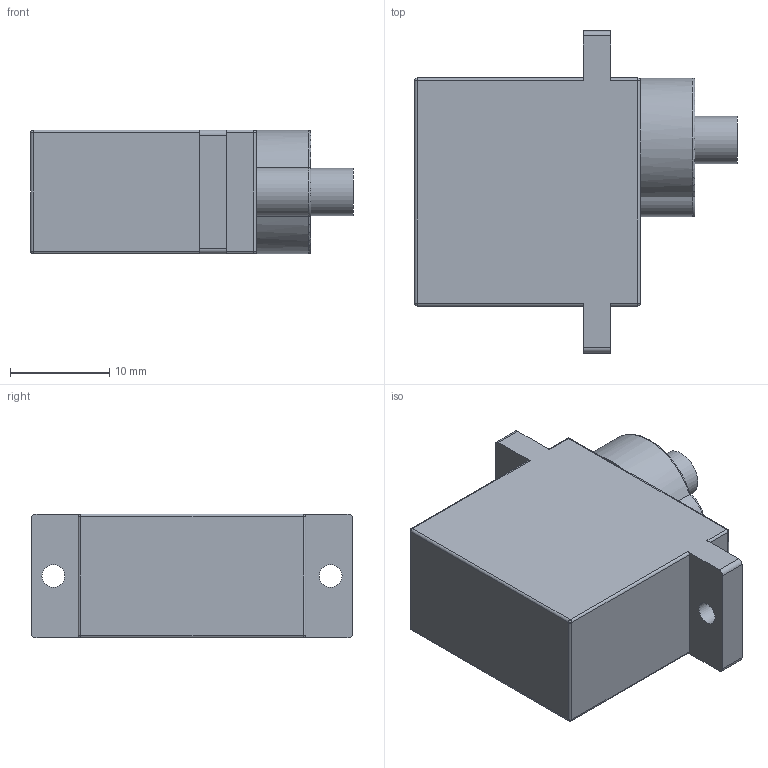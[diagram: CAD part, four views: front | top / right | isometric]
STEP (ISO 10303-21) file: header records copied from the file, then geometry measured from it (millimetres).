
FILE_DESCRIPTION(('Open CASCADE Model'),'2;1');
FILE_NAME('Open CASCADE Shape Model','2025-01-26T16:45:40',('Author'),( 'Open CASCADE'),'Open CASCADE STEP processor 7.8','Open CASCADE 7.8' ,'Unknown');
FILE_SCHEMA(('AUTOMOTIVE_DESIGN { 1 0 10303 214 1 1 1 1 }'));
Length unit declared in the file: millimetre
Products named in the file (1): Open CASCADE STEP translator 7.8 1
Bounding box: 32.6 x 32.5 x 12.5 mm (x, y, z)
Volume: 7638.7 mm3; surface area: 2770 mm2
Topology: 1 solids, 1 shells, 56 faces, 135 edges, 74 vertices
Faces by surface type: cylinder 25, plane 21, sphere 8, torus 2
Full cylindrical faces by diameter (mm): 2.3 x2, 4.8 x1
Entity records: 3291 total; most frequent: CARTESIAN_POINT 608, DIRECTION 542, LINE 285, VECTOR 285, ORIENTED_EDGE 254, PCURVE 254, DEFINITIONAL_REPRESENTATION 254, EDGE_CURVE 127
